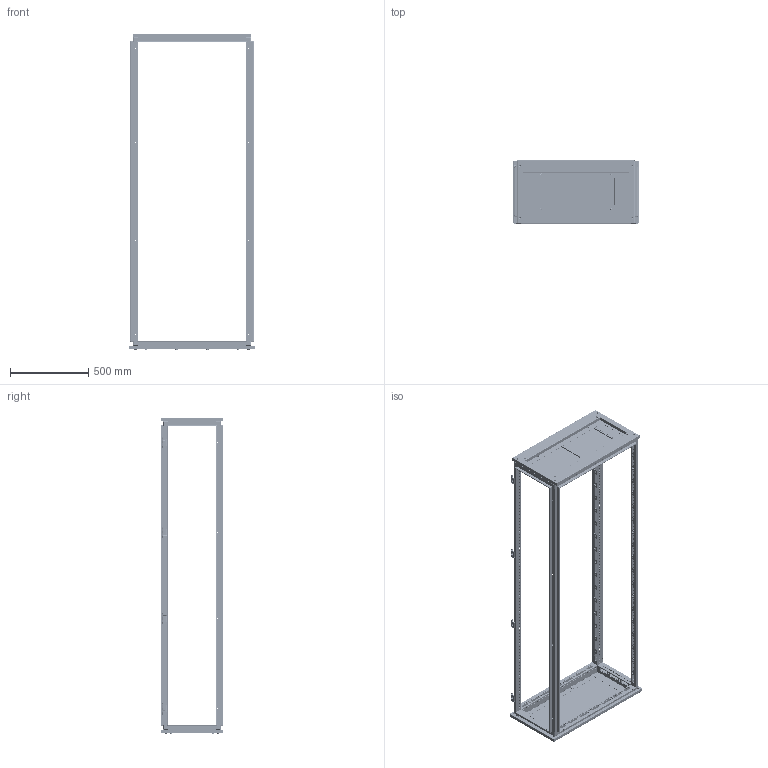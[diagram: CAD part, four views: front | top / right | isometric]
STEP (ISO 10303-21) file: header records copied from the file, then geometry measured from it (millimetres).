
FILE_DESCRIPTION (( 'STEP AP203' ), '1' );
FILE_NAME ('R5KTB48+R5KMDR20.step', '2011-02-16T14:58:56', ( 'User' ), ( 'DKC' ), 'SwSTEP 2.0', 'SolidWorks 2010', '' );
FILE_SCHEMA (( 'CONFIG_CONTROL_DESIGN' ));
Products named in the file (29): R5KTB48+R5KMDR20; Assem base_KTB48; Lamiera trasversale per fondo da_400; Lamiera laterale per fondo da_800; Fondo per quadro da_400x95; Fondo per quadro da_400x295; Traversa inferiore tenuta fondo_800; Capscrew with recessed hexahedron M6 x 10_ISO 4762 M6 x 10 --- 10S; Flange nut M6_ISO 7044-M6-S; Acc00c561_Default; Assem roof_KTB48; sealant for base_400x800; Traversa laterale per quadro prof_800; Traversa frontale per quadro largh._400; AC00C469S_Default; AC00C469D_Default; Button head screw with recessed hexahedron M12 x 20 _ISO 7380 - M12 x 20 --- 20S; Sviluppo tetto per risalita cavi da_400x800; Flangia apertura tetto per risalita cavi_400x800; Rounded head screw with cross slot M6 x 12_ISO 7045 - M6 x 12 - Z --- 12S; Dado gabbia 11x11 M6; gabbia M6_Default; dado quadrato 11x11 M6_Default; sealant for roof_400x800; land; end-cap; Montante per quadro_2000; cerniera DAE_Default; AC00C254_Default
Assembly tree (82 placements, depth 4):
  R5KTB48+R5KMDR20
    cerniera DAE_Default  x4
    Montante per quadro_2000  x4
    AC00C254_Default  x4
    Assem base_KTB48
      Acc00c561_Default  x6
      Lamiera trasversale per fondo da_400  x2
      Capscrew with recessed hexahedron M6 x 10_ISO 4762 M6 x 10 --- 10S  x4
      Flange nut M6_ISO 7044-M6-S  x4
      Lamiera laterale per fondo da_800  x2
      AC00C469S_Default  x2
      sealant for base_400x800
      Traversa laterale per quadro prof_800  x2
      Fondo per quadro da_400x295  x2
      Traversa frontale per quadro largh._400  x2
      Fondo per quadro da_400x95
      Traversa inferiore tenuta fondo_800  x2
      AC00C469D_Default  x2
    Assem roof_KTB48
      Dado gabbia 11x11 M6  x8
        gabbia M6_Default
        dado quadrato 11x11 M6_Default
      land
      Button head screw with recessed hexahedron M12 x 20 _ISO 7380 - M12 x 20 --- 20S  x4
      Rounded head screw with cross slot M6 x 12_ISO 7045 - M6 x 12 - Z --- 12S  x8
      sealant for roof_400x800
      Flangia apertura tetto per risalita cavi_400x800
      AC00C469D_Default  x2
      Traversa frontale per quadro largh._400  x2
      Traversa laterale per quadro prof_800  x2
      Sviluppo tetto per risalita cavi da_400x800
      AC00C469S_Default  x2
      sealant for base_400x800
      end-cap
Bounding box: 799 x 400.5 x 2014.1 mm (x, y, z)
Volume: 5332031.8 mm3; surface area: 6482337.3 mm2
Topology: 87 solids, 87 shells, 15132 faces, 40657 edges, 25861 vertices
Faces by surface type: plane 8119, cylinder 4414, cone 1632, bspline 595, torus 260, sphere 112
Entity records: 149322 total; most frequent: CARTESIAN_POINT 38638, ORIENTED_EDGE 22752, DIRECTION 21068, EDGE_CURVE 11376, VERTEX_POINT 7287, VECTOR 7164, LINE 7164, AXIS2_PLACEMENT_3D 6952
